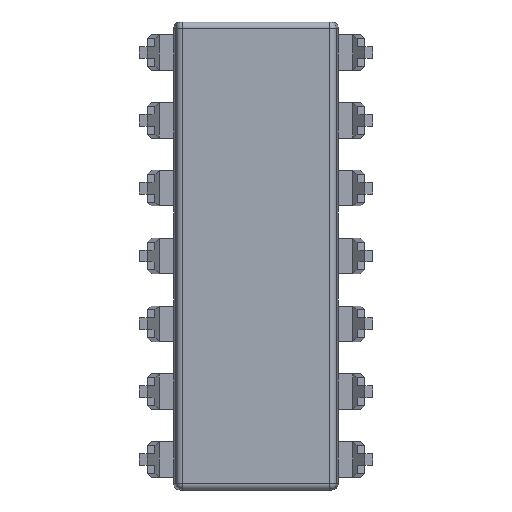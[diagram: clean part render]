
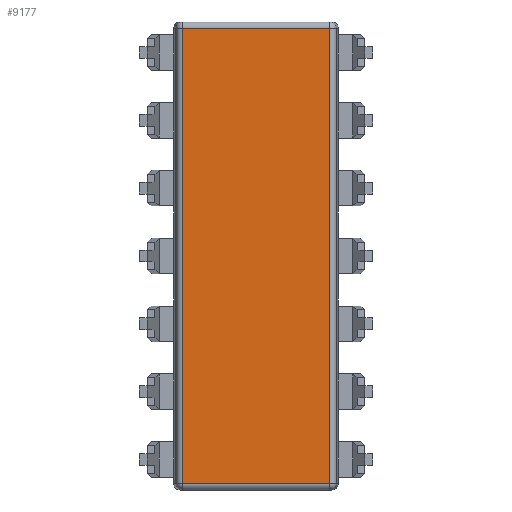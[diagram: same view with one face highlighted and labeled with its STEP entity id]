
A CAD part, front view. The second image highlights one B-rep face of the part: STEP entity #9177.
In plain terms, the highlighted planar face has unit normal (0, -1, 0).
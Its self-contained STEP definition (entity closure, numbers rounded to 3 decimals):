
#567 = VERTEX_POINT ( 'NONE', #8750 ) ;
#773 = DIRECTION ( 'NONE',  ( 0., 1., 0. ) ) ;
#861 = EDGE_CURVE ( 'NONE', #567, #8371, #2238, .T. ) ;
#919 = VECTOR ( 'NONE', #10285, 1000. ) ;
#1706 = EDGE_LOOP ( 'NONE', ( #6756, #4317, #1978, #9051 ) ) ;
#1978 = ORIENTED_EDGE ( 'NONE', *, *, #5435, .F. ) ;
#2238 = LINE ( 'NONE', #6567, #11280 ) ;
#2945 = DIRECTION ( 'NONE',  ( 0., 0., -1. ) ) ;
#3116 = VECTOR ( 'NONE', #4930, 1000. ) ;
#3572 = EDGE_CURVE ( 'NONE', #8631, #567, #8127, .T. ) ;
#3646 = VECTOR ( 'NONE', #2945, 1000. ) ;
#4317 = ORIENTED_EDGE ( 'NONE', *, *, #861, .T. ) ;
#4930 = DIRECTION ( 'NONE',  ( -1., 0., 0. ) ) ;
#5435 = EDGE_CURVE ( 'NONE', #6868, #8371, #6744, .T. ) ;
#5545 = CARTESIAN_POINT ( 'NONE',  ( -2.899, -1.744, 8.96 ) ) ;
#5689 = DIRECTION ( 'NONE',  ( 1., 0., 0. ) ) ;
#5755 = FACE_OUTER_BOUND ( 'NONE', #1706, .T. ) ;
#6050 = CARTESIAN_POINT ( 'NONE',  ( 2.899, -1.744, 9.21 ) ) ;
#6067 = AXIS2_PLACEMENT_3D ( 'NONE', #8602, #773, #7722 ) ;
#6295 = CARTESIAN_POINT ( 'NONE',  ( 2.899, -1.744, -8.96 ) ) ;
#6317 = CARTESIAN_POINT ( 'NONE',  ( -2.899, -1.744, 9.21 ) ) ;
#6404 = CARTESIAN_POINT ( 'NONE',  ( 2.899, -1.744, 8.96 ) ) ;
#6567 = CARTESIAN_POINT ( 'NONE',  ( -2.899, -1.744, -8.96 ) ) ;
#6733 = CARTESIAN_POINT ( 'NONE',  ( -2.899, -1.744, 8.96 ) ) ;
#6744 = LINE ( 'NONE', #6050, #919 ) ;
#6756 = ORIENTED_EDGE ( 'NONE', *, *, #3572, .T. ) ;
#6868 = VERTEX_POINT ( 'NONE', #6404 ) ;
#7096 = EDGE_CURVE ( 'NONE', #6868, #8631, #9482, .T. ) ;
#7722 = DIRECTION ( 'NONE',  ( -1., 0., 0. ) ) ;
#8127 = LINE ( 'NONE', #6317, #3646 ) ;
#8371 = VERTEX_POINT ( 'NONE', #6295 ) ;
#8602 = CARTESIAN_POINT ( 'NONE',  ( -2.899, -1.744, 9.21 ) ) ;
#8631 = VERTEX_POINT ( 'NONE', #5545 ) ;
#8750 = CARTESIAN_POINT ( 'NONE',  ( -2.899, -1.744, -8.96 ) ) ;
#9051 = ORIENTED_EDGE ( 'NONE', *, *, #7096, .T. ) ;
#9177 = ADVANCED_FACE ( 'NONE', ( #5755 ), #9359, .F. ) ;
#9359 = PLANE ( 'NONE',  #6067 ) ;
#9482 = LINE ( 'NONE', #6733, #3116 ) ;
#10285 = DIRECTION ( 'NONE',  ( 0., 0., -1. ) ) ;
#11280 = VECTOR ( 'NONE', #5689, 1000. ) ;
